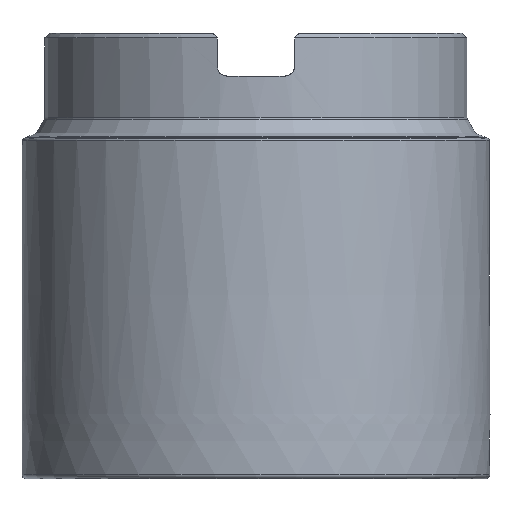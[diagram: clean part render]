
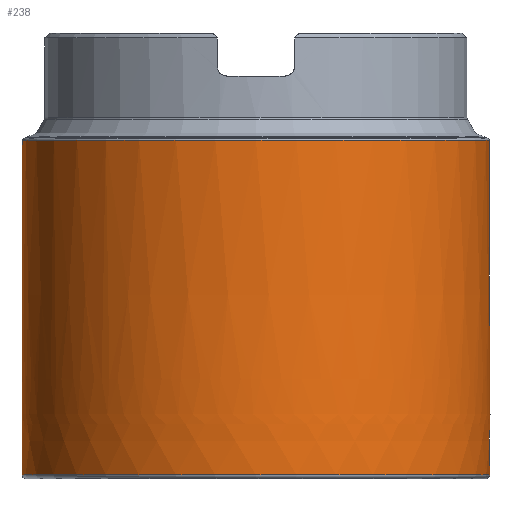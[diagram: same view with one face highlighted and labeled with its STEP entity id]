
A CAD part, front view. The second image highlights one B-rep face of the part: STEP entity #238.
In plain terms, the highlighted face is a revolution surface.
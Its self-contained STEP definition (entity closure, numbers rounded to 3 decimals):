
#238=ADVANCED_FACE('',(#456,#457),#331,.T.);
#331=SURFACE_OF_REVOLUTION('',#395,#363);
#363=AXIS1_PLACEMENT('',#2370,#1922);
#395=B_SPLINE_CURVE_WITH_KNOTS('',3,(#2362,#2363,#2364,#2365,#2366,#2367,
#2368,#2369),.UNSPECIFIED.,.F.,.F.,(4,2,2,4),(0.,0.259,0.517,
1.),.UNSPECIFIED.);
#456=FACE_BOUND('',#594,.T.);
#457=FACE_BOUND('',#595,.T.);
#594=EDGE_LOOP('',(#756));
#595=EDGE_LOOP('',(#757));
#756=ORIENTED_EDGE('',*,*,#1140,.F.);
#757=ORIENTED_EDGE('',*,*,#1141,.T.);
#1028=VERTEX_POINT('',#2359);
#1029=VERTEX_POINT('',#2361);
#1140=EDGE_CURVE('',#1028,#1028,#1276,.T.);
#1141=EDGE_CURVE('',#1029,#1029,#1277,.T.);
#1276=CIRCLE('',#1724,49.875);
#1277=CIRCLE('',#1725,49.814);
#1724=AXIS2_PLACEMENT_3D('',#2358,#1918,#1919);
#1725=AXIS2_PLACEMENT_3D('',#2360,#1920,#1921);
#1918=DIRECTION('',(0.,0.,-1.));
#1919=DIRECTION('',(-1.,0.,0.));
#1920=DIRECTION('',(0.,0.,-1.));
#1921=DIRECTION('',(-1.,0.,0.));
#1922=DIRECTION('',(0.,0.,-1.));
#2358=CARTESIAN_POINT('',(0.,0.,-94.2));
#2359=CARTESIAN_POINT('',(-49.875,0.,-94.2));
#2360=CARTESIAN_POINT('',(0.,0.,-22.809));
#2361=CARTESIAN_POINT('',(-49.814,0.,-22.809));
#2362=CARTESIAN_POINT('',(0.,49.814,-22.809));
#2363=CARTESIAN_POINT('',(0.,49.904,-81.021));
#2364=CARTESIAN_POINT('',(0.,49.927,-82.264));
#2365=CARTESIAN_POINT('',(0.,49.958,-84.75));
#2366=CARTESIAN_POINT('',(0.,49.965,-85.993));
#2367=CARTESIAN_POINT('',(0.,49.963,-89.558));
#2368=CARTESIAN_POINT('',(0.,49.933,-91.879));
#2369=CARTESIAN_POINT('',(0.,49.875,-94.2));
#2370=CARTESIAN_POINT('',(0.,0.,0.));
